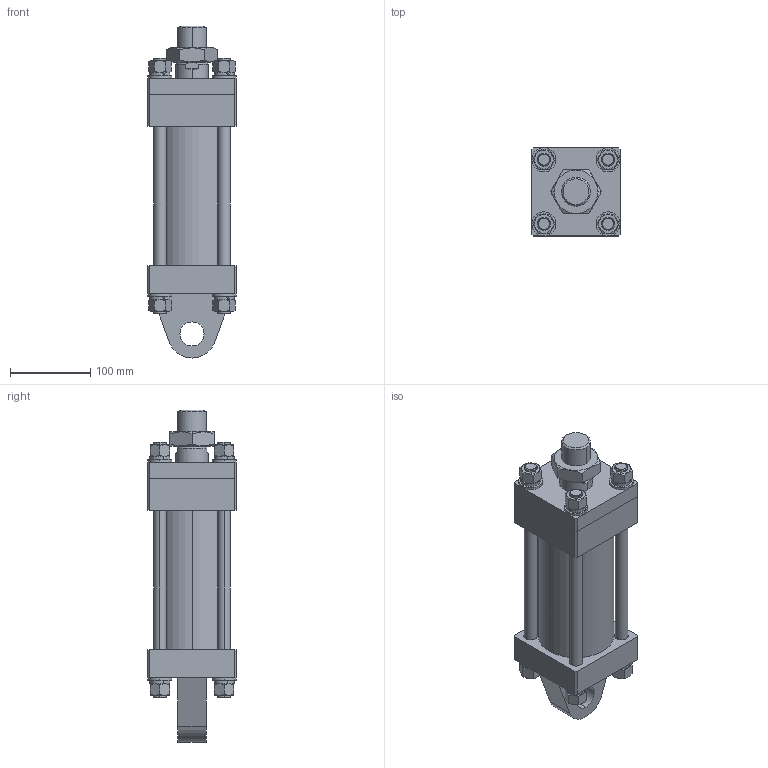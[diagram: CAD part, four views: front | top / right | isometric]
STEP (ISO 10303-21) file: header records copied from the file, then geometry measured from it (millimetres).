
FILE_DESCRIPTION (( 'STEP AP203' ), '1' );
FILE_NAME ('HOB-80-40-100-CA.STEP', '2021-04-27T06:27:43', ( '微软用户' ), ( '微软中国' ), 'SwSTEP 2.0', 'SolidWorks 2012', '' );
FILE_SCHEMA (( 'CONFIG_CONTROL_DESIGN' ));
Length unit declared in the file: millimetre
Products named in the file (11): hex thin nuts-grades ab-chamfered gb_GB_FASTENER_NUT_STNAB  B M36-N; HOB-80-40-100-CA; HOB-80-40-100掛极; HOB-80-40-100嶺裝; plain washers--product grade c gb_GB_FASTENER_WASHER_SMWC 16; hex nuts 1-fine pitch-grades ab gb_GB_FASTENER_NUT_SNAB1XY M16X1.5-C; spring lock washers--normal type gb_GB_FASTENER_WASHER_SW 16; HOB-80-40-100-CA綴裔; HOB-80-40-100前盖; HOB-80-40-100楊擘; HOB-80-40-100活塞杆
Assembly tree (34 placements, depth 2):
  HOB-80-40-100-CA
    HOB-80-40-100掛极
    HOB-80-40-100-CA綴裔
    HOB-80-40-100前盖
    HOB-80-40-100楊擘
    HOB-80-40-100活塞杆
    HOB-80-40-100嶺裝  x4
    plain washers--product grade c gb_GB_FASTENER_WASHER_SMWC 16  x8
    hex nuts 1-fine pitch-grades ab gb_GB_FASTENER_NUT_SNAB1XY M16X1.5-C  x8
    spring lock washers--normal type gb_GB_FASTENER_WASHER_SW 16  x8
    hex thin nuts-grades ab-chamfered gb_GB_FASTENER_NUT_STNAB  B M36-N
Bounding box: 110 x 110 x 414 mm (x, y, z)
Volume: 2400668.1 mm3; surface area: 425862.6 mm2
Topology: 34 solids, 34 shells, 470 faces, 1057 edges, 665 vertices
Faces by surface type: plane 181, cylinder 166, cone 111, torus 12
Entity records: 8379 total; most frequent: CARTESIAN_POINT 1533, DIRECTION 1153, ORIENTED_EDGE 966, EDGE_CURVE 483, AXIS2_PLACEMENT_3D 466, VERTEX_POINT 305, EDGE_LOOP 260, CIRCLE 221
